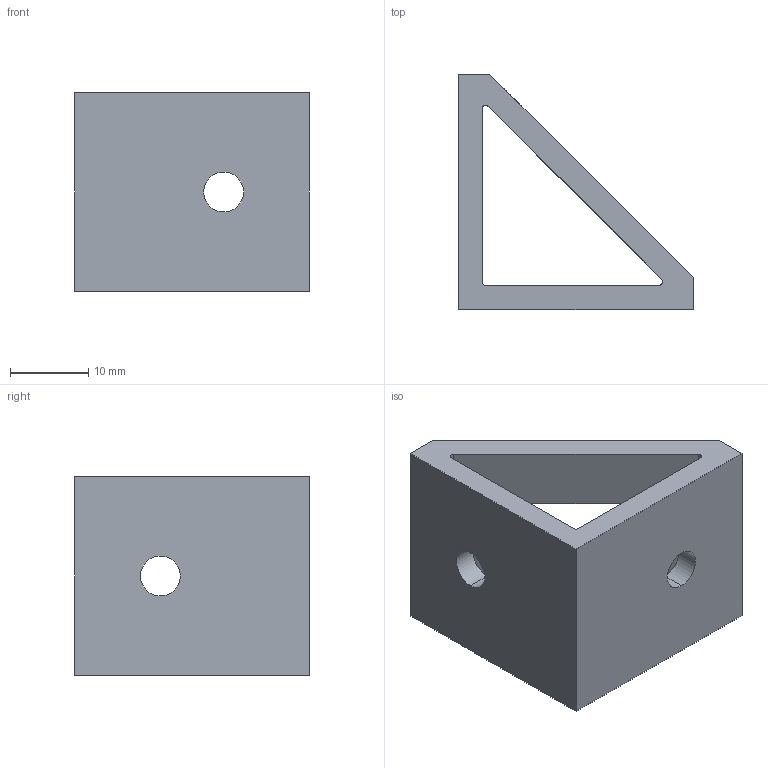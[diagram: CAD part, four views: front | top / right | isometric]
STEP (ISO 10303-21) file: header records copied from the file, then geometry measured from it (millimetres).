
FILE_DESCRIPTION (( 'STEP AP214' ), '1' );
FILE_NAME ('REV-21-1138.STEP', '2015-12-03T09:14:46', ( '' ), ( '' ), 'SwSTEP 2.0', 'SolidWorks 2014', '' );
FILE_SCHEMA (( 'AUTOMOTIVE_DESIGN' ));
Length unit declared in the file: millimetre
Products named in the file (1): REV-21-1138
Bounding box: 30 x 30 x 25.4 mm (x, y, z)
Volume: 6323.4 mm3; surface area: 4979.6 mm2
Topology: 1 solids, 1 shells, 21 faces, 57 edges, 38 vertices
Faces by surface type: plane 12, cylinder 9
Entity records: 715 total; most frequent: CARTESIAN_POINT 129, ORIENTED_EDGE 114, DIRECTION 111, EDGE_CURVE 57, VECTOR 39, LINE 39, VERTEX_POINT 38, AXIS2_PLACEMENT_3D 36
